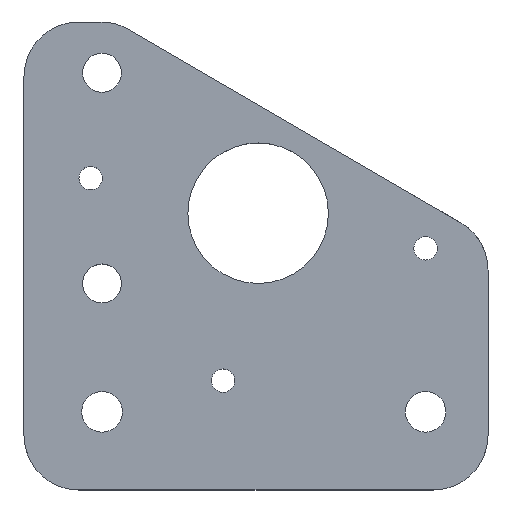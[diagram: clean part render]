
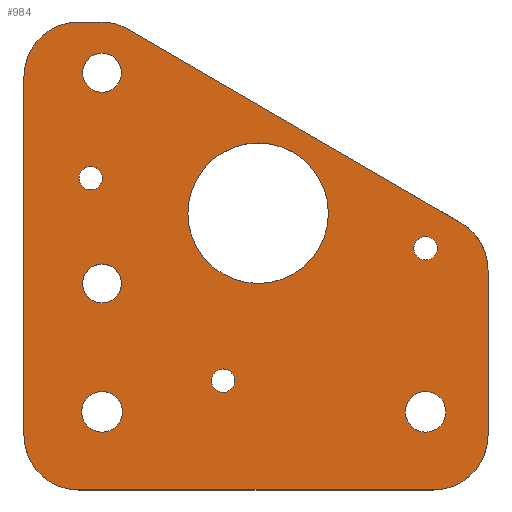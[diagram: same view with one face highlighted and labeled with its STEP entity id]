
A CAD part, top view. The second image highlights one B-rep face of the part: STEP entity #984.
In plain terms, the highlighted planar face has unit normal (0, 0, 1).
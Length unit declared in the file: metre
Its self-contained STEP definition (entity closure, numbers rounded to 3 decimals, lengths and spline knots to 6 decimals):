
#78=LINE('',#1570,#141);
#79=LINE('',#1572,#142);
#82=LINE('',#1578,#145);
#85=LINE('',#1584,#148);
#88=LINE('',#1601,#151);
#141=VECTOR('',#1240,1.);
#142=VECTOR('',#1243,1.);
#145=VECTOR('',#1248,1.);
#148=VECTOR('',#1253,1.);
#151=VECTOR('',#1272,1.);
#266=ORIENTED_EDGE('',*,*,#526,.F.);
#267=ORIENTED_EDGE('',*,*,#525,.F.);
#268=ORIENTED_EDGE('',*,*,#524,.F.);
#269=ORIENTED_EDGE('',*,*,#523,.F.);
#270=ORIENTED_EDGE('',*,*,#506,.T.);
#271=ORIENTED_EDGE('',*,*,#528,.T.);
#272=ORIENTED_EDGE('',*,*,#507,.F.);
#273=ORIENTED_EDGE('',*,*,#529,.T.);
#274=ORIENTED_EDGE('',*,*,#510,.F.);
#275=ORIENTED_EDGE('',*,*,#530,.T.);
#276=ORIENTED_EDGE('',*,*,#513,.T.);
#277=ORIENTED_EDGE('',*,*,#531,.T.);
#278=ORIENTED_EDGE('',*,*,#520,.T.);
#279=ORIENTED_EDGE('',*,*,#532,.T.);
#280=ORIENTED_EDGE('',*,*,#519,.F.);
#281=ORIENTED_EDGE('',*,*,#518,.F.);
#282=ORIENTED_EDGE('',*,*,#516,.F.);
#283=ORIENTED_EDGE('',*,*,#527,.F.);
#506=EDGE_CURVE('',#637,#642,#78,.T.);
#507=EDGE_CURVE('',#643,#644,#79,.T.);
#510=EDGE_CURVE('',#645,#646,#82,.T.);
#513=EDGE_CURVE('',#647,#648,#85,.T.);
#516=EDGE_CURVE('',#649,#649,#721,.T.);
#518=EDGE_CURVE('',#651,#651,#723,.T.);
#519=EDGE_CURVE('',#652,#652,#724,.T.);
#520=EDGE_CURVE('',#653,#654,#88,.T.);
#523=EDGE_CURVE('',#655,#655,#725,.T.);
#524=EDGE_CURVE('',#656,#656,#726,.T.);
#525=EDGE_CURVE('',#657,#657,#727,.T.);
#526=EDGE_CURVE('',#658,#658,#728,.T.);
#527=EDGE_CURVE('',#659,#659,#729,.T.);
#528=EDGE_CURVE('',#642,#644,#730,.T.);
#529=EDGE_CURVE('',#643,#646,#731,.T.);
#530=EDGE_CURVE('',#645,#647,#732,.T.);
#531=EDGE_CURVE('',#648,#653,#733,.T.);
#532=EDGE_CURVE('',#654,#637,#734,.T.);
#637=VERTEX_POINT('',#1553);
#642=VERTEX_POINT('',#1569);
#643=VERTEX_POINT('',#1573);
#644=VERTEX_POINT('',#1574);
#645=VERTEX_POINT('',#1579);
#646=VERTEX_POINT('',#1580);
#647=VERTEX_POINT('',#1585);
#648=VERTEX_POINT('',#1586);
#649=VERTEX_POINT('',#1591);
#651=VERTEX_POINT('',#1596);
#652=VERTEX_POINT('',#1599);
#653=VERTEX_POINT('',#1602);
#654=VERTEX_POINT('',#1603);
#655=VERTEX_POINT('',#1608);
#656=VERTEX_POINT('',#1611);
#657=VERTEX_POINT('',#1614);
#658=VERTEX_POINT('',#1617);
#659=VERTEX_POINT('',#1620);
#721=CIRCLE('',#1074,0.0025);
#723=CIRCLE('',#1077,0.0025);
#724=CIRCLE('',#1079,0.0026);
#725=CIRCLE('',#1082,0.009);
#726=CIRCLE('',#1084,0.0026);
#727=CIRCLE('',#1086,0.0015);
#728=CIRCLE('',#1088,0.0015);
#729=CIRCLE('',#1090,0.0015);
#730=CIRCLE('',#1092,0.007);
#731=CIRCLE('',#1093,0.007);
#732=CIRCLE('',#1094,0.007);
#733=CIRCLE('',#1095,0.007);
#734=CIRCLE('',#1096,0.007);
#792=EDGE_LOOP('',(#266));
#793=EDGE_LOOP('',(#267));
#794=EDGE_LOOP('',(#268));
#795=EDGE_LOOP('',(#269));
#796=EDGE_LOOP('',(#270,#271,#272,#273,#274,#275,#276,#277,#278,#279));
#797=EDGE_LOOP('',(#280));
#798=EDGE_LOOP('',(#281));
#799=EDGE_LOOP('',(#282));
#800=EDGE_LOOP('',(#283));
#886=FACE_BOUND('',#792,.T.);
#887=FACE_BOUND('',#793,.T.);
#888=FACE_BOUND('',#794,.T.);
#889=FACE_BOUND('',#795,.T.);
#890=FACE_BOUND('',#796,.T.);
#891=FACE_BOUND('',#797,.T.);
#892=FACE_BOUND('',#798,.T.);
#893=FACE_BOUND('',#799,.T.);
#894=FACE_BOUND('',#800,.T.);
#951=PLANE('',#1091);
#984=ADVANCED_FACE('',(#886,#887,#888,#889,#890,#891,#892,#893,#894),#951,
 .T.);
#1074=AXIS2_PLACEMENT_3D('',#1590,#1258,#1259);
#1077=AXIS2_PLACEMENT_3D('',#1595,#1264,#1265);
#1079=AXIS2_PLACEMENT_3D('',#1598,#1268,#1269);
#1082=AXIS2_PLACEMENT_3D('',#1607,#1277,#1278);
#1084=AXIS2_PLACEMENT_3D('',#1610,#1281,#1282);
#1086=AXIS2_PLACEMENT_3D('',#1613,#1285,#1286);
#1088=AXIS2_PLACEMENT_3D('',#1616,#1289,#1290);
#1090=AXIS2_PLACEMENT_3D('',#1619,#1293,#1294);
#1091=AXIS2_PLACEMENT_3D('',#1621,#1295,#1296);
#1092=AXIS2_PLACEMENT_3D('',#1622,#1297,#1298);
#1093=AXIS2_PLACEMENT_3D('',#1623,#1299,#1300);
#1094=AXIS2_PLACEMENT_3D('',#1624,#1301,#1302);
#1095=AXIS2_PLACEMENT_3D('',#1625,#1303,#1304);
#1096=AXIS2_PLACEMENT_3D('',#1626,#1305,#1306);
#1240=DIRECTION('',(-0.864,0.503,0.));
#1243=DIRECTION('',(1.,0.,0.));
#1248=DIRECTION('',(0.,1.,0.));
#1253=DIRECTION('',(1.,0.,0.));
#1258=DIRECTION('',(0.,0.,1.));
#1259=DIRECTION('',(1.,0.,0.));
#1264=DIRECTION('',(0.,0.,1.));
#1265=DIRECTION('',(1.,0.,0.));
#1268=DIRECTION('',(0.,0.,1.));
#1269=DIRECTION('',(1.,0.,0.));
#1272=DIRECTION('',(0.,1.,0.));
#1277=DIRECTION('',(0.,0.,1.));
#1278=DIRECTION('',(1.,0.,0.));
#1281=DIRECTION('',(0.,0.,1.));
#1282=DIRECTION('',(1.,0.,0.));
#1285=DIRECTION('',(0.,0.,1.));
#1286=DIRECTION('',(1.,0.,0.));
#1289=DIRECTION('',(0.,0.,1.));
#1290=DIRECTION('',(1.,0.,0.));
#1293=DIRECTION('',(0.,0.,1.));
#1294=DIRECTION('',(1.,0.,0.));
#1295=DIRECTION('',(0.,0.,1.));
#1296=DIRECTION('',(1.,0.,0.));
#1297=DIRECTION('',(0.,0.,1.));
#1298=DIRECTION('',(1.,0.,0.));
#1299=DIRECTION('',(0.,0.,1.));
#1300=DIRECTION('',(1.,0.,0.));
#1301=DIRECTION('',(0.,0.,1.));
#1302=DIRECTION('',(1.,0.,0.));
#1303=DIRECTION('',(0.,0.,1.));
#1304=DIRECTION('',(1.,0.,0.));
#1305=DIRECTION('',(0.,0.,1.));
#1306=DIRECTION('',(1.,0.,0.));
#1553=CARTESIAN_POINT('',(0.045974,0.024224,0.0454));
#1569=CARTESIAN_POINT('',(0.003385,0.049004,0.0454));
#1570=CARTESIAN_POINT('',(0.029727,0.033677,0.0454));
#1572=CARTESIAN_POINT('',(-0.004123,0.049953,0.0454));
#1573=CARTESIAN_POINT('',(-0.003,0.049953,0.0454));
#1574=CARTESIAN_POINT('',(-0.000135,0.049953,0.0454));
#1578=CARTESIAN_POINT('',(-0.01,0.029977,0.0454));
#1579=CARTESIAN_POINT('',(-0.01,-0.003,0.0454));
#1580=CARTESIAN_POINT('',(-0.01,0.042953,0.0454));
#1584=CARTESIAN_POINT('',(0.029727,-0.01,0.0454));
#1585=CARTESIAN_POINT('',(-0.003,-0.01,0.0454));
#1586=CARTESIAN_POINT('',(0.042453,-0.01,0.0454));
#1590=CARTESIAN_POINT('',(0.,0.016453,0.0454));
#1591=CARTESIAN_POINT('',(0.0025,0.016453,0.0454));
#1595=CARTESIAN_POINT('',(0.,0.043453,0.0454));
#1596=CARTESIAN_POINT('',(0.0025,0.043453,0.0454));
#1598=CARTESIAN_POINT('',(0.,0.,0.0454));
#1599=CARTESIAN_POINT('',(0.0026,0.,0.0454));
#1601=CARTESIAN_POINT('',(0.049453,0.,0.0454));
#1602=CARTESIAN_POINT('',(0.049453,-0.003,0.0454));
#1603=CARTESIAN_POINT('',(0.049453,0.018174,0.0454));
#1607=CARTESIAN_POINT('',(0.02,0.025453,0.0454));
#1608=CARTESIAN_POINT('',(0.029,0.025453,0.0454));
#1610=CARTESIAN_POINT('',(0.041453,0.,0.0454));
#1611=CARTESIAN_POINT('',(0.044053,0.,0.0454));
#1613=CARTESIAN_POINT('',(0.041453,0.020953,0.0454));
#1614=CARTESIAN_POINT('',(0.042953,0.020953,0.0454));
#1616=CARTESIAN_POINT('',(0.0155,0.004,0.0454));
#1617=CARTESIAN_POINT('',(0.017,0.004,0.0454));
#1619=CARTESIAN_POINT('',(-0.001453,0.029953,0.0454));
#1620=CARTESIAN_POINT('',(0.000047,0.029953,0.0454));
#1621=CARTESIAN_POINT('',(0.019727,0.019977,0.0454));
#1622=CARTESIAN_POINT('',(-0.000135,0.042953,0.0454));
#1623=CARTESIAN_POINT('',(-0.003,0.042953,0.0454));
#1624=CARTESIAN_POINT('',(-0.003,-0.003,0.0454));
#1625=CARTESIAN_POINT('',(0.042453,-0.003,0.0454));
#1626=CARTESIAN_POINT('',(0.042453,0.018174,0.0454));
